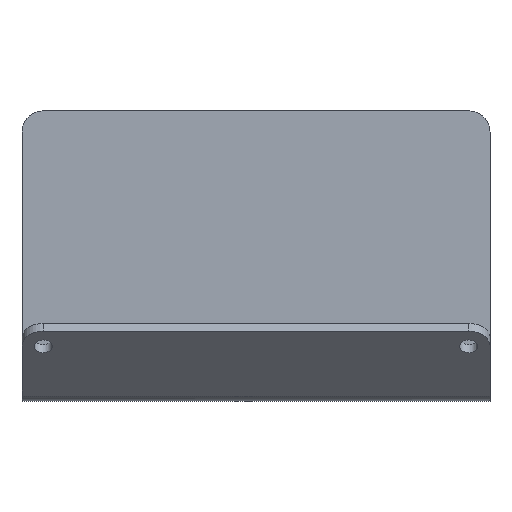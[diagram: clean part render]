
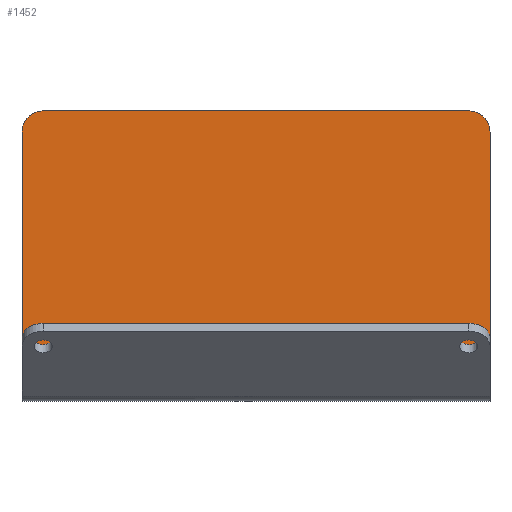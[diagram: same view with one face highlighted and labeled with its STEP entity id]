
A CAD part, top view. The second image highlights one B-rep face of the part: STEP entity #1452.
In plain terms, the highlighted planar face has unit normal (0, 0, 1).
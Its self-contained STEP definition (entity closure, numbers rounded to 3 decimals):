
#1186 = VERTEX_POINT('',#1187);
#1187 = CARTESIAN_POINT('',(-3.81,32.01,2.));
#1194 = EDGE_CURVE('',#1195,#1186,#1197,.T.);
#1195 = VERTEX_POINT('',#1196);
#1196 = CARTESIAN_POINT('',(80.01,32.01,2.));
#1197 = LINE('',#1198,#1199);
#1198 = CARTESIAN_POINT('',(-3.81,32.01,2.));
#1199 = VECTOR('',#1200,1.);
#1200 = DIRECTION('',(-1.,-0.,-0.));
#1452 = ADVANCED_FACE('',(#1453),#1496,.T.);
#1453 = FACE_BOUND('',#1454,.T.);
#1454 = EDGE_LOOP('',(#1455,#1463,#1464,#1472,#1481,#1489));
#1455 = ORIENTED_EDGE('',*,*,#1456,.T.);
#1456 = EDGE_CURVE('',#1457,#1186,#1459,.T.);
#1457 = VERTEX_POINT('',#1458);
#1458 = CARTESIAN_POINT('',(-3.81,76.2,2.));
#1459 = LINE('',#1460,#1461);
#1460 = CARTESIAN_POINT('',(-3.81,76.2,2.));
#1461 = VECTOR('',#1462,1.);
#1462 = DIRECTION('',(0.,-1.,0.));
#1463 = ORIENTED_EDGE('',*,*,#1194,.F.);
#1464 = ORIENTED_EDGE('',*,*,#1465,.T.);
#1465 = EDGE_CURVE('',#1195,#1466,#1468,.T.);
#1466 = VERTEX_POINT('',#1467);
#1467 = CARTESIAN_POINT('',(80.01,76.2,2.));
#1468 = LINE('',#1469,#1470);
#1469 = CARTESIAN_POINT('',(80.01,0.,2.));
#1470 = VECTOR('',#1471,1.);
#1471 = DIRECTION('',(0.,1.,0.));
#1472 = ORIENTED_EDGE('',*,*,#1473,.T.);
#1473 = EDGE_CURVE('',#1466,#1474,#1476,.T.);
#1474 = VERTEX_POINT('',#1475);
#1475 = CARTESIAN_POINT('',(76.2,80.01,2.));
#1476 = CIRCLE('',#1477,3.81);
#1477 = AXIS2_PLACEMENT_3D('',#1478,#1479,#1480);
#1478 = CARTESIAN_POINT('',(76.2,76.2,2.));
#1479 = DIRECTION('',(0.,0.,1.));
#1480 = DIRECTION('',(1.,0.,0.));
#1481 = ORIENTED_EDGE('',*,*,#1482,.T.);
#1482 = EDGE_CURVE('',#1474,#1483,#1485,.T.);
#1483 = VERTEX_POINT('',#1484);
#1484 = CARTESIAN_POINT('',(0.,80.01,2.));
#1485 = LINE('',#1486,#1487);
#1486 = CARTESIAN_POINT('',(76.2,80.01,2.));
#1487 = VECTOR('',#1488,1.);
#1488 = DIRECTION('',(-1.,0.,0.));
#1489 = ORIENTED_EDGE('',*,*,#1490,.T.);
#1490 = EDGE_CURVE('',#1483,#1457,#1491,.T.);
#1491 = CIRCLE('',#1492,3.81);
#1492 = AXIS2_PLACEMENT_3D('',#1493,#1494,#1495);
#1493 = CARTESIAN_POINT('',(0.,76.2,2.));
#1494 = DIRECTION('',(0.,0.,1.));
#1495 = DIRECTION('',(1.,0.,0.));
#1496 = PLANE('',#1497);
#1497 = AXIS2_PLACEMENT_3D('',#1498,#1499,#1500);
#1498 = CARTESIAN_POINT('',(38.1,38.1,2.));
#1499 = DIRECTION('',(0.,0.,1.));
#1500 = DIRECTION('',(1.,0.,0.));
